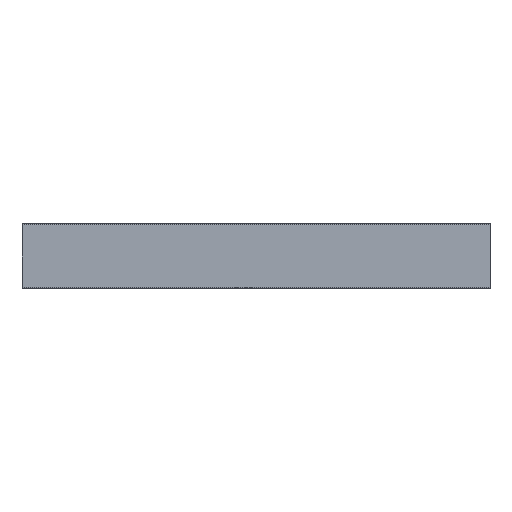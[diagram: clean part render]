
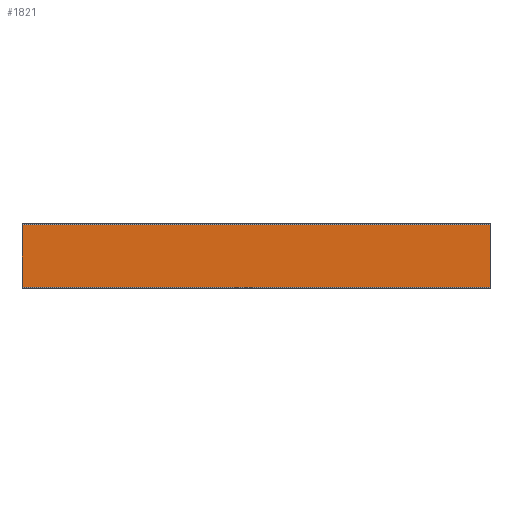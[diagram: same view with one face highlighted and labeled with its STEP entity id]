
A CAD part, top view. The second image highlights one B-rep face of the part: STEP entity #1821.
In plain terms, the highlighted planar face has unit normal (0, 0, 1).
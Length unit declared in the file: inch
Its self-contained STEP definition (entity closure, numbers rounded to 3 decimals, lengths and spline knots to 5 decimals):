
#46 = VERTEX_POINT ( 'NONE', #1700 ) ;
#98 = CARTESIAN_POINT ( 'NONE',  ( -36., -4.844, 3. ) ) ;
#281 = ORIENTED_EDGE ( 'NONE', *, *, #310, .T. ) ;
#310 = EDGE_CURVE ( 'NONE', #46, #611, #1511, .T. ) ;
#379 = VECTOR ( 'NONE', #829, 39.37008 ) ;
#416 = VECTOR ( 'NONE', #1255, 39.37008 ) ;
#432 = VECTOR ( 'NONE', #721, 39.37008 ) ;
#605 = EDGE_CURVE ( 'NONE', #2131, #1868, #2316, .T. ) ;
#611 = VERTEX_POINT ( 'NONE', #1720 ) ;
#640 = LINE ( 'NONE', #1051, #379 ) ;
#709 = EDGE_CURVE ( 'NONE', #2131, #46, #640, .T. ) ;
#721 = DIRECTION ( 'NONE',  ( 0., -1., 0. ) ) ;
#829 = DIRECTION ( 'NONE',  ( -1., 0., 0. ) ) ;
#890 = CARTESIAN_POINT ( 'NONE',  ( 36., -4.844, 3. ) ) ;
#1000 = DIRECTION ( 'NONE',  ( -1., 0., 0. ) ) ;
#1036 = LINE ( 'NONE', #1651, #416 ) ;
#1051 = CARTESIAN_POINT ( 'NONE',  ( 36., 4.844, 3. ) ) ;
#1152 = ORIENTED_EDGE ( 'NONE', *, *, #1701, .F. ) ;
#1255 = DIRECTION ( 'NONE',  ( -1., 0., 0. ) ) ;
#1262 = VECTOR ( 'NONE', #2309, 39.37008 ) ;
#1415 = AXIS2_PLACEMENT_3D ( 'NONE', #1831, #1607, #1000 ) ;
#1437 = CARTESIAN_POINT ( 'NONE',  ( 36., 4.844, 3. ) ) ;
#1458 = ORIENTED_EDGE ( 'NONE', *, *, #709, .T. ) ;
#1511 = LINE ( 'NONE', #98, #1262 ) ;
#1607 = DIRECTION ( 'NONE',  ( 0., 0., -1. ) ) ;
#1620 = CARTESIAN_POINT ( 'NONE',  ( 36., -4.844, 3. ) ) ;
#1651 = CARTESIAN_POINT ( 'NONE',  ( 36., -4.844, 3. ) ) ;
#1700 = CARTESIAN_POINT ( 'NONE',  ( -36., 4.844, 3. ) ) ;
#1701 = EDGE_CURVE ( 'NONE', #1868, #611, #1036, .T. ) ;
#1711 = EDGE_LOOP ( 'NONE', ( #281, #1152, #2377, #1458 ) ) ;
#1720 = CARTESIAN_POINT ( 'NONE',  ( -36., -4.844, 3. ) ) ;
#1791 = FACE_OUTER_BOUND ( 'NONE', #1711, .T. ) ;
#1821 = ADVANCED_FACE ( 'NONE', ( #1791 ), #2604, .F. ) ;
#1831 = CARTESIAN_POINT ( 'NONE',  ( 36., -4.844, 3. ) ) ;
#1868 = VERTEX_POINT ( 'NONE', #1620 ) ;
#2131 = VERTEX_POINT ( 'NONE', #1437 ) ;
#2309 = DIRECTION ( 'NONE',  ( 0., -1., 0. ) ) ;
#2316 = LINE ( 'NONE', #890, #432 ) ;
#2377 = ORIENTED_EDGE ( 'NONE', *, *, #605, .F. ) ;
#2604 = PLANE ( 'NONE',  #1415 ) ;
